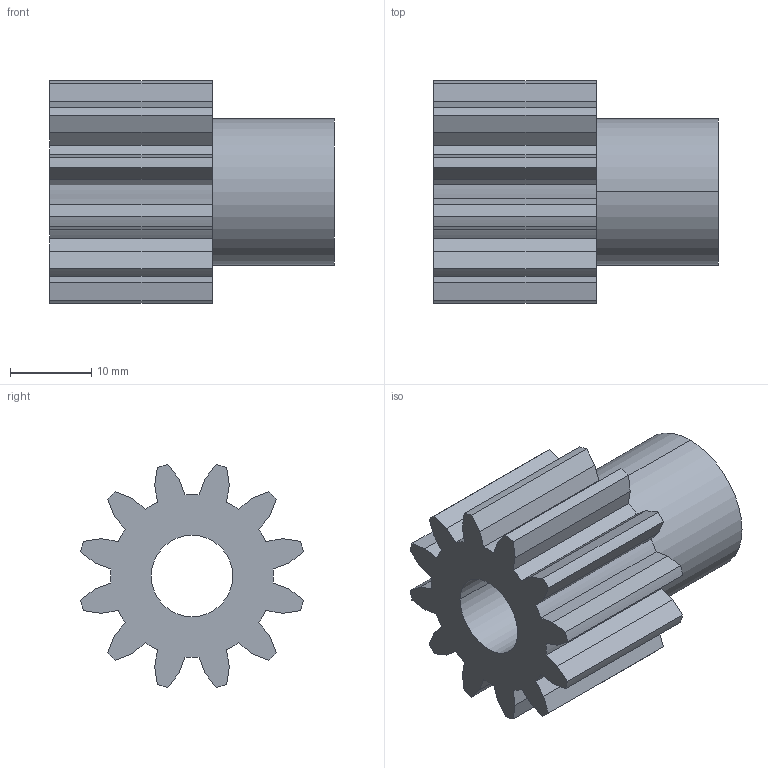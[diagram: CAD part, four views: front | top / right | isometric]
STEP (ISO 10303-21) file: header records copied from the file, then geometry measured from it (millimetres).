
FILE_DESCRIPTION( ( '' ), '1' );
FILE_NAME( 'M2_hart_23188112.stp', '2012-12-04T11:57:03', ( '' ), ( '' ), ' ', ' ', ' ' );
FILE_SCHEMA( ( 'CONFIG_CONTROL_DESIGN' ) );
Length unit declared in the file: millimetre
Products named in the file (1): 1
Bounding box: 35 x 27.36 x 27.36 mm (x, y, z)
Volume: 10004 mm3; surface area: 5499.8 mm2
Topology: 1 solids, 1 shells, 79 faces, 228 edges, 152 vertices
Faces by surface type: plane 51, cylinder 28
Entity records: 2646 total; most frequent: CARTESIAN_POINT 460, ORIENTED_EDGE 456, DIRECTION 444, EDGE_CURVE 228, LINE 172, VECTOR 172, VERTEX_POINT 152, AXIS2_PLACEMENT_3D 136
